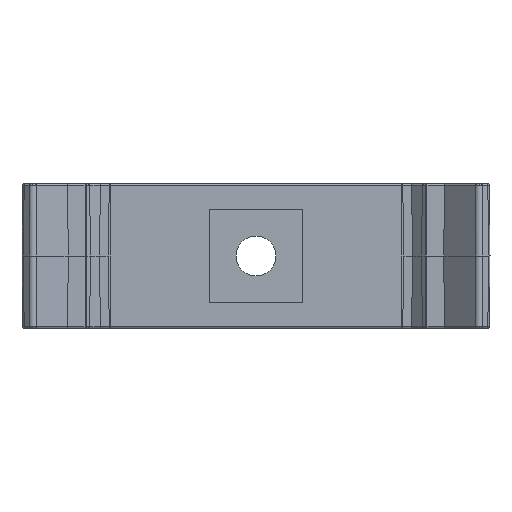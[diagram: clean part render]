
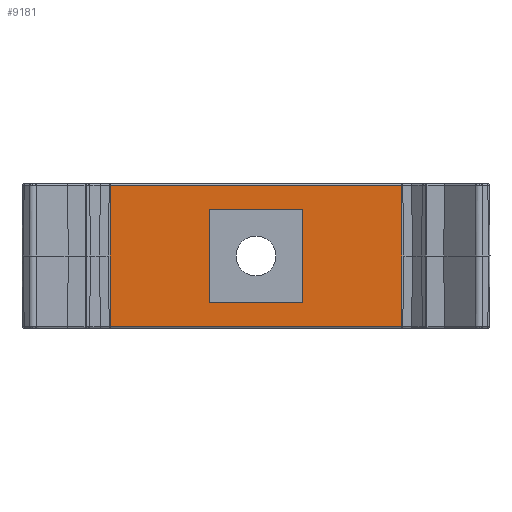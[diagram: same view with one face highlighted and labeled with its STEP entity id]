
A CAD part, front view. The second image highlights one B-rep face of the part: STEP entity #9181.
In plain terms, the highlighted planar face has unit normal (0, -1, 0).
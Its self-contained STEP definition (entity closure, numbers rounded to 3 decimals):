
#69=PLANE('',#10015);
#238=FACE_BOUND('',#1780,.T.);
#1176=FACE_OUTER_BOUND('',#1779,.T.);
#1779=EDGE_LOOP('',(#6447,#6448,#6449,#6450,#6451,#6452));
#1780=EDGE_LOOP('',(#6453,#6454,#6455,#6456));
#2365=LINE('',#15040,#3029);
#2366=LINE('',#15042,#3030);
#2367=LINE('',#15044,#3031);
#2368=LINE('',#15046,#3032);
#2369=LINE('',#15048,#3033);
#2370=LINE('',#15049,#3034);
#2371=LINE('',#15052,#3035);
#2372=LINE('',#15054,#3036);
#2373=LINE('',#15056,#3037);
#2374=LINE('',#15057,#3038);
#3029=VECTOR('',#11440,1000.);
#3030=VECTOR('',#11441,1000.);
#3031=VECTOR('',#11442,1000.);
#3032=VECTOR('',#11443,1000.);
#3033=VECTOR('',#11444,1000.);
#3034=VECTOR('',#11445,1000.);
#3035=VECTOR('',#11446,1000.);
#3036=VECTOR('',#11447,1000.);
#3037=VECTOR('',#11448,1000.);
#3038=VECTOR('',#11449,1000.);
#4283=VERTEX_POINT('',#15038);
#4284=VERTEX_POINT('',#15039);
#4285=VERTEX_POINT('',#15041);
#4286=VERTEX_POINT('',#15043);
#4287=VERTEX_POINT('',#15045);
#4288=VERTEX_POINT('',#15047);
#4289=VERTEX_POINT('',#15050);
#4290=VERTEX_POINT('',#15051);
#4291=VERTEX_POINT('',#15053);
#4292=VERTEX_POINT('',#15055);
#5064=EDGE_CURVE('',#4283,#4284,#2365,.T.);
#5065=EDGE_CURVE('',#4283,#4285,#2366,.T.);
#5066=EDGE_CURVE('',#4285,#4286,#2367,.T.);
#5067=EDGE_CURVE('',#4286,#4287,#2368,.T.);
#5068=EDGE_CURVE('',#4287,#4288,#2369,.T.);
#5069=EDGE_CURVE('',#4284,#4288,#2370,.T.);
#5070=EDGE_CURVE('',#4289,#4290,#2371,.T.);
#5071=EDGE_CURVE('',#4291,#4289,#2372,.T.);
#5072=EDGE_CURVE('',#4292,#4291,#2373,.T.);
#5073=EDGE_CURVE('',#4290,#4292,#2374,.T.);
#6447=ORIENTED_EDGE('',*,*,#5064,.F.);
#6448=ORIENTED_EDGE('',*,*,#5065,.T.);
#6449=ORIENTED_EDGE('',*,*,#5066,.T.);
#6450=ORIENTED_EDGE('',*,*,#5067,.T.);
#6451=ORIENTED_EDGE('',*,*,#5068,.T.);
#6452=ORIENTED_EDGE('',*,*,#5069,.F.);
#6453=ORIENTED_EDGE('',*,*,#5070,.F.);
#6454=ORIENTED_EDGE('',*,*,#5071,.F.);
#6455=ORIENTED_EDGE('',*,*,#5072,.F.);
#6456=ORIENTED_EDGE('',*,*,#5073,.F.);
#9181=ADVANCED_FACE('',(#1176,#238),#69,.F.);
#10015=AXIS2_PLACEMENT_3D('',#15037,#11438,#11439);
#11438=DIRECTION('center_axis',(0.,1.,0.));
#11439=DIRECTION('ref_axis',(0.,0.,1.));
#11440=DIRECTION('',(0.,0.,-1.));
#11441=DIRECTION('',(-1.,0.,0.));
#11442=DIRECTION('',(0.,0.,-1.));
#11443=DIRECTION('',(0.,0.,-1.));
#11444=DIRECTION('',(1.,0.,0.));
#11445=DIRECTION('',(0.,0.,-1.));
#11446=DIRECTION('',(0.,0.,1.));
#11447=DIRECTION('',(1.,0.,0.));
#11448=DIRECTION('',(0.,0.,-1.));
#11449=DIRECTION('',(-1.,0.,0.));
#15037=CARTESIAN_POINT('Origin',(16.1,0.,8.));
#15038=CARTESIAN_POINT('',(16.1,0.,7.8));
#15039=CARTESIAN_POINT('',(16.1,0.,0.));
#15040=CARTESIAN_POINT('',(16.1,0.,8.));
#15041=CARTESIAN_POINT('',(-16.1,0.,7.8));
#15042=CARTESIAN_POINT('',(-16.1,0.,7.8));
#15043=CARTESIAN_POINT('',(-16.1,0.,0.));
#15044=CARTESIAN_POINT('',(-16.1,0.,8.));
#15045=CARTESIAN_POINT('',(-16.1,0.,-7.8));
#15046=CARTESIAN_POINT('',(-16.1,0.,8.));
#15047=CARTESIAN_POINT('',(16.1,0.,-7.8));
#15048=CARTESIAN_POINT('',(16.1,0.,-7.8));
#15049=CARTESIAN_POINT('',(16.1,0.,8.));
#15050=CARTESIAN_POINT('',(5.15,0.,-5.15));
#15051=CARTESIAN_POINT('',(5.15,0.,5.15));
#15052=CARTESIAN_POINT('',(5.15,0.,5.15));
#15053=CARTESIAN_POINT('',(-5.15,0.,-5.15));
#15054=CARTESIAN_POINT('',(5.15,0.,-5.15));
#15055=CARTESIAN_POINT('',(-5.15,0.,5.15));
#15056=CARTESIAN_POINT('',(-5.15,0.,5.15));
#15057=CARTESIAN_POINT('',(5.15,0.,5.15));
